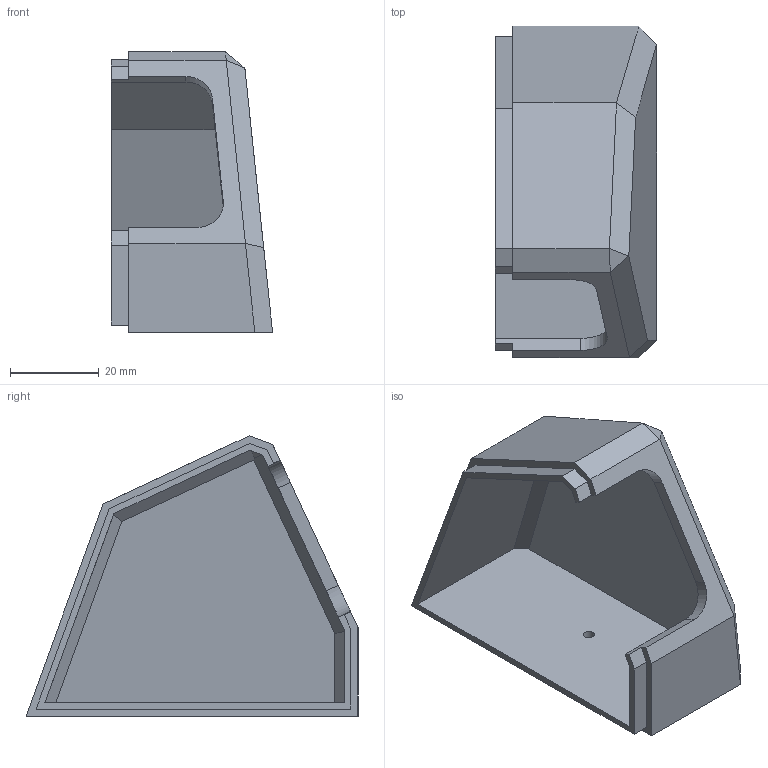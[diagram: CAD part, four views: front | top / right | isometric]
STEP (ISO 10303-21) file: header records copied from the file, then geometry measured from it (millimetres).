
FILE_DESCRIPTION(('FreeCAD Model'),'2;1');
FILE_NAME('Open CASCADE Shape Model','2022-05-02T23:04:51',(''),(''), 'Open CASCADE STEP processor 7.5','FreeCAD','Unknown');
FILE_SCHEMA(('AUTOMOTIVE_DESIGN { 1 0 10303 214 1 1 1 1 }'));
Length unit declared in the file: millimetre
Products named in the file (1): Right
Bounding box: 36.4 x 75 x 63.31 mm (x, y, z)
Volume: 25961.3 mm3; surface area: 18883.9 mm2
Topology: 1 solids, 1 shells, 39 faces, 108 edges, 71 vertices
Faces by surface type: plane 36, cylinder 3
Full cylindrical faces by diameter (mm): 2.5 x1
Entity records: 1250 total; most frequent: CARTESIAN_POINT 219, ORIENTED_EDGE 216, DIRECTION 194, EDGE_CURVE 108, LINE 102, VECTOR 102, VERTEX_POINT 71, AXIS2_PLACEMENT_3D 46
